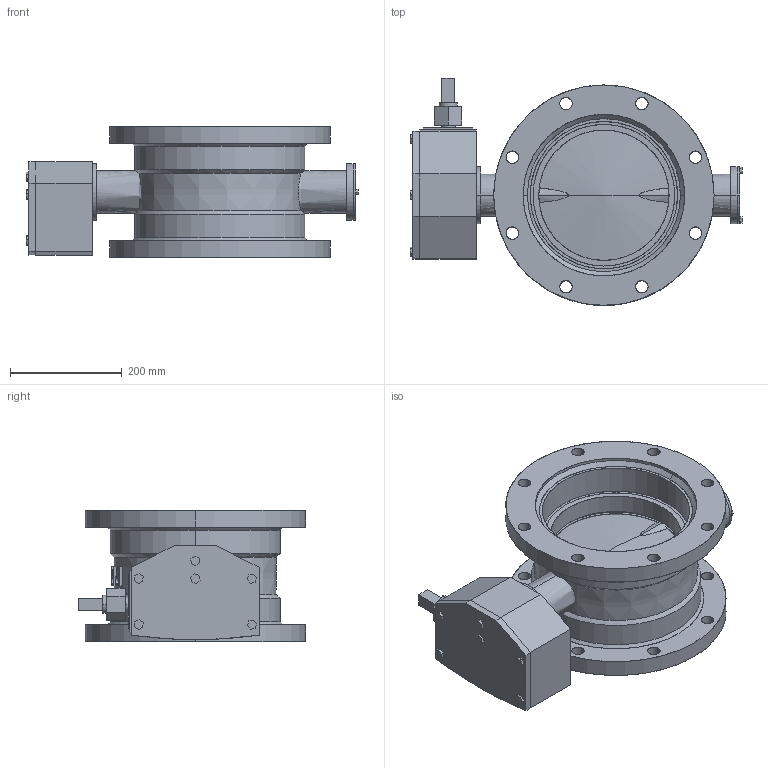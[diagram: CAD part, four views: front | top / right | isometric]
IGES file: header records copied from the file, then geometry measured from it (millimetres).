
Start section: SolidWorks IGES file using analytic representation for surfaces
Global section: file name: 150B-MJ-10.IGS; native system: SolidWorks 2014; preprocessor: SolidWorks 2014; author: PRINCE; date: 170425.233212; units: millimetre
Bounding box: 595.38 x 407.16 x 234.95 mm (x, y, z)
Surface area: 1446875.5 mm2 (no closed solid volume)
Topology: 0 solids, 0 shells, 391 faces, 8203 edges, 8199 vertices
Faces by surface type: bspline 219, revolution 172
